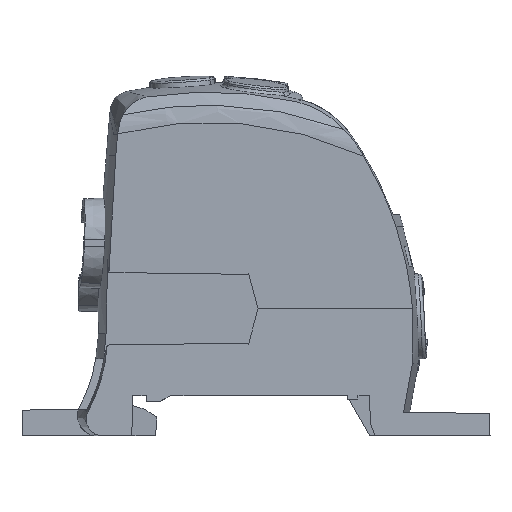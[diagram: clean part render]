
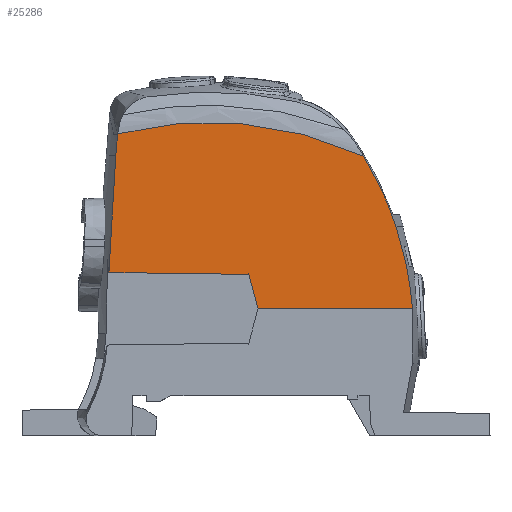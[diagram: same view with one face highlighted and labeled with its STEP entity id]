
A CAD part, left-side view. The second image highlights one B-rep face of the part: STEP entity #25286.
In plain terms, the highlighted planar face has unit normal (-1, 0, -0.005).
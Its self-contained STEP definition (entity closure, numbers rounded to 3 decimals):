
#25258=AXIS2_PLACEMENT_3D('Plane Axis2P3D',#25255,#25256,#25257) ;
#1470=CARTESIAN_POINT('Vertex',(0.029,55.699,45.035)) ;
#1474=CARTESIAN_POINT('Control Point',(0.029,55.686,45.18)) ;
#1475=CARTESIAN_POINT('Control Point',(0.029,55.69,45.131)) ;
#1476=CARTESIAN_POINT('Control Point',(0.029,55.694,45.083)) ;
#1477=CARTESIAN_POINT('Control Point',(0.029,55.699,45.035)) ;
#1478=CARTESIAN_POINT('Vertex',(0.029,55.68,45.181)) ;
#1768=CARTESIAN_POINT('Vertex',(0.046,18.895,41.831)) ;
#1772=CARTESIAN_POINT('Control Point',(0.046,18.895,41.831)) ;
#1773=CARTESIAN_POINT('Control Point',(0.064,16.903,38.519)) ;
#1774=CARTESIAN_POINT('Control Point',(0.082,15.281,34.985)) ;
#1775=CARTESIAN_POINT('Control Point',(0.101,14.068,31.314)) ;
#1776=CARTESIAN_POINT('Vertex',(0.101,14.068,31.314)) ;
#2098=CARTESIAN_POINT('Control Point',(0.101,14.068,31.314)) ;
#2099=CARTESIAN_POINT('Control Point',(0.122,12.752,27.329)) ;
#2100=CARTESIAN_POINT('Control Point',(0.144,11.92,23.185)) ;
#2101=CARTESIAN_POINT('Control Point',(0.166,11.595,19.)) ;
#2102=CARTESIAN_POINT('Vertex',(0.166,11.595,19.)) ;
#2587=CARTESIAN_POINT('Vertex',(0.166,34.698,19.)) ;
#3481=CARTESIAN_POINT('Control Point',(0.046,18.895,41.831)) ;
#3482=CARTESIAN_POINT('Control Point',(0.03,25.735,44.987)) ;
#3483=CARTESIAN_POINT('Control Point',(0.019,33.114,46.975)) ;
#3484=CARTESIAN_POINT('Control Point',(0.016,40.766,47.672)) ;
#3485=CARTESIAN_POINT('Control Point',(0.019,48.383,47.049)) ;
#3486=CARTESIAN_POINT('Control Point',(0.029,55.68,45.181)) ;
#24552=CARTESIAN_POINT('Line Origine',(0.166,23.147,19.)) ;
#25127=CARTESIAN_POINT('Vertex',(0.139,36.081,24.152)) ;
#25130=CARTESIAN_POINT('Line Origine',(0.152,35.39,21.576)) ;
#25221=CARTESIAN_POINT('Control Point',(0.046,55.973,41.933)) ;
#25222=CARTESIAN_POINT('Control Point',(0.04,55.887,42.968)) ;
#25223=CARTESIAN_POINT('Control Point',(0.035,55.795,44.002)) ;
#25224=CARTESIAN_POINT('Control Point',(0.029,55.699,45.035)) ;
#25225=CARTESIAN_POINT('Vertex',(0.046,55.973,41.933)) ;
#25255=CARTESIAN_POINT('Axis2P3D Location',(0.166,57.,19.)) ;
#25261=CARTESIAN_POINT('Control Point',(0.137,57.001,24.435)) ;
#25262=CARTESIAN_POINT('Control Point',(0.119,56.884,27.939)) ;
#25263=CARTESIAN_POINT('Control Point',(0.101,56.722,31.441)) ;
#25264=CARTESIAN_POINT('Control Point',(0.082,56.516,34.942)) ;
#25265=CARTESIAN_POINT('Control Point',(0.064,56.267,38.44)) ;
#25266=CARTESIAN_POINT('Control Point',(0.046,55.973,41.933)) ;
#25267=CARTESIAN_POINT('Vertex',(0.137,57.001,24.435)) ;
#25270=CARTESIAN_POINT('Line Origine',(0.138,46.541,24.293)) ;
#24553=DIRECTION('Vector Direction',(0.,1.,0.)) ;
#25131=DIRECTION('Vector Direction',(-0.005,0.259,0.966)) ;
#25256=DIRECTION('Axis2P3D Direction',(1.,0.,0.005)) ;
#25257=DIRECTION('Axis2P3D XDirection',(0.,-1.,0.)) ;
#25271=DIRECTION('Vector Direction',(0.,1.,0.013)) ;
#24554=VECTOR('Line Direction',#24553,1.) ;
#25132=VECTOR('Line Direction',#25131,1.) ;
#25272=VECTOR('Line Direction',#25271,1.) ;
#25276=ORIENTED_EDGE('',*,*,#1778,.F.) ;
#25277=ORIENTED_EDGE('',*,*,#3487,.F.) ;
#25278=ORIENTED_EDGE('',*,*,#1480,.F.) ;
#25279=ORIENTED_EDGE('',*,*,#25227,.F.) ;
#25280=ORIENTED_EDGE('',*,*,#25269,.F.) ;
#25281=ORIENTED_EDGE('',*,*,#25274,.F.) ;
#25282=ORIENTED_EDGE('',*,*,#25134,.F.) ;
#25283=ORIENTED_EDGE('',*,*,#24556,.F.) ;
#25284=ORIENTED_EDGE('',*,*,#2104,.F.) ;
#25286=ADVANCED_FACE('Koerper.2',(#25285),#25259,.F.) ;
#1473=B_SPLINE_CURVE_WITH_KNOTS('',3,(#1474,#1475,#1476,#1477),.UNSPECIFIED.,.F.,.U.,(4,4),(22.978,23.124),.UNSPECIFIED.) ;
#1771=B_SPLINE_CURVE_WITH_KNOTS('',3,(#1772,#1773,#1774,#1775),.UNSPECIFIED.,.F.,.U.,(4,4),(0.,16.535),.UNSPECIFIED.) ;
#2097=B_SPLINE_CURVE_WITH_KNOTS('',3,(#2098,#2099,#2100,#2101),.UNSPECIFIED.,.F.,.U.,(4,4),(0.,17.753),.UNSPECIFIED.) ;
#3480=B_SPLINE_CURVE_WITH_KNOTS('',5,(#3481,#3482,#3483,#3484,#3485,#3486),.UNSPECIFIED.,.F.,.U.,(6,6),(33.891,72.818),.UNSPECIFIED.) ;
#25220=B_SPLINE_CURVE_WITH_KNOTS('',3,(#25221,#25222,#25223,#25224),.UNSPECIFIED.,.F.,.U.,(4,4),(0.,4.409),.UNSPECIFIED.) ;
#25260=B_SPLINE_CURVE_WITH_KNOTS('',5,(#25261,#25262,#25263,#25264,#25265,#25266),.UNSPECIFIED.,.F.,.U.,(6,6),(0.,24.793),.UNSPECIFIED.) ;
#1480=EDGE_CURVE('',#1471,#1479,#1473,.F.) ;
#1778=EDGE_CURVE('',#1769,#1777,#1771,.T.) ;
#2104=EDGE_CURVE('',#1777,#2103,#2097,.T.) ;
#3487=EDGE_CURVE('',#1479,#1769,#3480,.F.) ;
#24556=EDGE_CURVE('',#2103,#2588,#24555,.T.) ;
#25134=EDGE_CURVE('',#2588,#25128,#25133,.T.) ;
#25227=EDGE_CURVE('',#25226,#1471,#25220,.T.) ;
#25269=EDGE_CURVE('',#25268,#25226,#25260,.T.) ;
#25274=EDGE_CURVE('',#25128,#25268,#25273,.T.) ;
#25275=EDGE_LOOP('',(#25276,#25277,#25278,#25279,#25280,#25281,#25282,#25283,#25284)) ;
#25285=FACE_OUTER_BOUND('',#25275,.T.) ;
#24555=LINE('Line',#24552,#24554) ;
#25133=LINE('Line',#25130,#25132) ;
#25273=LINE('Line',#25270,#25272) ;
#25259=PLANE('',#25258) ;
#1471=VERTEX_POINT('',#1470) ;
#1479=VERTEX_POINT('',#1478) ;
#1769=VERTEX_POINT('',#1768) ;
#1777=VERTEX_POINT('',#1776) ;
#2103=VERTEX_POINT('',#2102) ;
#2588=VERTEX_POINT('',#2587) ;
#25128=VERTEX_POINT('',#25127) ;
#25226=VERTEX_POINT('',#25225) ;
#25268=VERTEX_POINT('',#25267) ;
